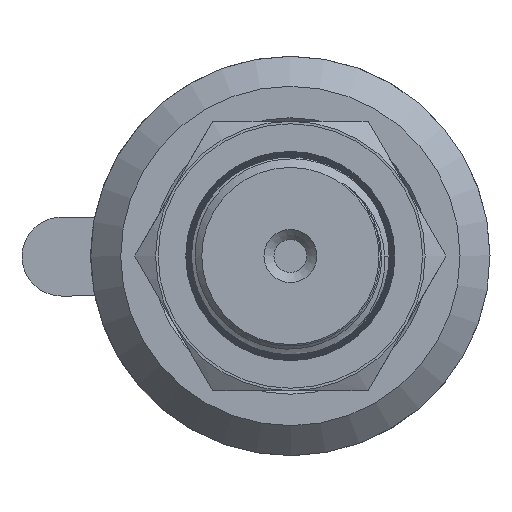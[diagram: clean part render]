
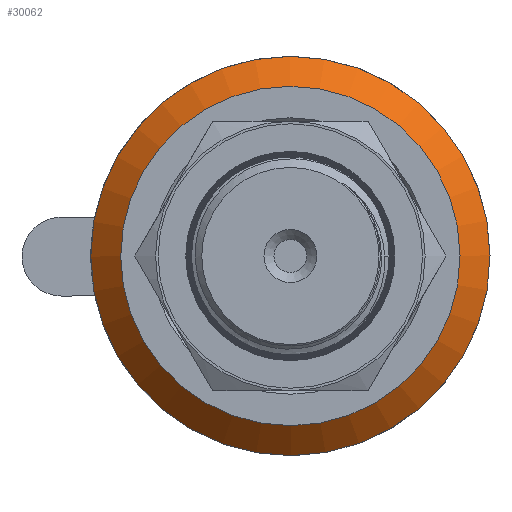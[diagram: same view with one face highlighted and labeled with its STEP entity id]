
A CAD part, left-side view. The second image highlights one B-rep face of the part: STEP entity #30062.
In plain terms, the highlighted conical face has half-angle 45 degrees and reference radius 18.5 mm.
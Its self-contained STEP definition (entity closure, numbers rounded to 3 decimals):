
#2375=FACE_OUTER_BOUND('',#4089,.T.);
#4089=EDGE_LOOP('',(#23262,#23263,#23264,#23265));
#5473=CIRCLE('',#31757,20.);
#5474=CIRCLE('',#31759,17.);
#7456=LINE('',#58567,#10405);
#10405=VECTOR('',#35008,18.5);
#13698=VERTEX_POINT('',#58562);
#13699=VERTEX_POINT('',#58566);
#17218=EDGE_CURVE('',#13698,#13698,#5473,.T.);
#17219=EDGE_CURVE('',#13698,#13699,#7456,.T.);
#17220=EDGE_CURVE('',#13699,#13699,#5474,.T.);
#23262=ORIENTED_EDGE('',*,*,#17218,.F.);
#23263=ORIENTED_EDGE('',*,*,#17219,.T.);
#23264=ORIENTED_EDGE('',*,*,#17220,.T.);
#23265=ORIENTED_EDGE('',*,*,#17219,.F.);
#29445=CONICAL_SURFACE('',#31758,18.5,0.785);
#30062=ADVANCED_FACE('',(#2375),#29445,.T.);
#31757=AXIS2_PLACEMENT_3D('',#58564,#35004,#35005);
#31758=AXIS2_PLACEMENT_3D('',#58565,#35006,#35007);
#31759=AXIS2_PLACEMENT_3D('',#58568,#35009,#35010);
#35004=DIRECTION('center_axis',(-1.,0.,0.));
#35005=DIRECTION('ref_axis',(0.,0.,
-1.));
#35006=DIRECTION('center_axis',(-1.,0.,0.));
#35007=DIRECTION('ref_axis',(0.,-1.,0.));
#35008=DIRECTION('',(0.707,-0.707,0.));
#35009=DIRECTION('center_axis',(-1.,0.,0.));
#35010=DIRECTION('ref_axis',(0.,0.,
-1.));
#58562=CARTESIAN_POINT('',(21.,20.,0.));
#58564=CARTESIAN_POINT('Origin',(21.,0.,0.));
#58565=CARTESIAN_POINT('Origin',(22.5,0.,0.));
#58566=CARTESIAN_POINT('',(24.,17.,0.));
#58567=CARTESIAN_POINT('',(22.5,18.5,0.));
#58568=CARTESIAN_POINT('Origin',(24.,0.,0.));
